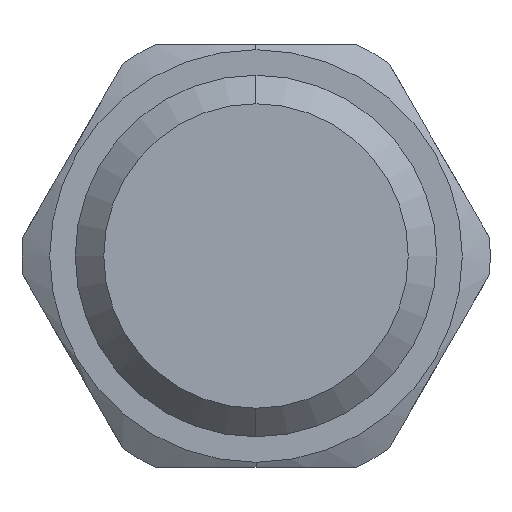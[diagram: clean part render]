
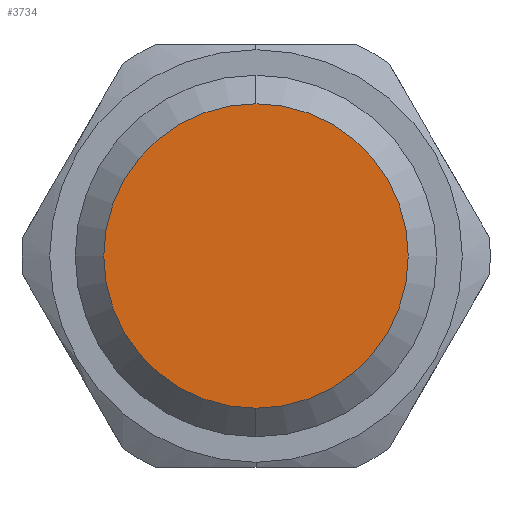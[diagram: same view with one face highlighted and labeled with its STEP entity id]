
A CAD part, left-side view. The second image highlights one B-rep face of the part: STEP entity #3734.
In plain terms, the highlighted planar face has unit normal (-1, 0, 0).
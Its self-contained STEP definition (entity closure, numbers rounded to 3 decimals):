
#329 = CARTESIAN_POINT ( 'NONE',  ( -47.62, 0., -8. ) ) ;
#513 = EDGE_CURVE ( 'NONE', #3031, #1412, #588, .T. ) ;
#565 = PLANE ( 'NONE',  #3735 ) ;
#588 = CIRCLE ( 'NONE', #3176, 8. ) ;
#1088 = EDGE_CURVE ( 'NONE', #1412, #3031, #2889, .T. ) ;
#1251 = DIRECTION ( 'NONE',  ( 1., 0., 0. ) ) ;
#1412 = VERTEX_POINT ( 'NONE', #329 ) ;
#1583 = DIRECTION ( 'NONE',  ( 0., 0., -1. ) ) ;
#2040 = CARTESIAN_POINT ( 'NONE',  ( -47.62, 0., 0. ) ) ;
#2412 = FACE_OUTER_BOUND ( 'NONE', #2493, .T. ) ;
#2493 = EDGE_LOOP ( 'NONE', ( #4425, #2762 ) ) ;
#2762 = ORIENTED_EDGE ( 'NONE', *, *, #513, .F. ) ;
#2865 = DIRECTION ( 'NONE',  ( 0., 0., -1. ) ) ;
#2889 = CIRCLE ( 'NONE', #3807, 8. ) ;
#3031 = VERTEX_POINT ( 'NONE', #3551 ) ;
#3080 = CARTESIAN_POINT ( 'NONE',  ( -47.62, 0., 0. ) ) ;
#3176 = AXIS2_PLACEMENT_3D ( 'NONE', #2040, #3978, #2865 ) ;
#3215 = CARTESIAN_POINT ( 'NONE',  ( -47.62, 8., 0. ) ) ;
#3352 = DIRECTION ( 'NONE',  ( 0., 0., -1. ) ) ;
#3551 = CARTESIAN_POINT ( 'NONE',  ( -47.62, 0., 8. ) ) ;
#3734 = ADVANCED_FACE ( 'NONE', ( #2412 ), #565, .F. ) ;
#3735 = AXIS2_PLACEMENT_3D ( 'NONE', #3215, #4467, #3352 ) ;
#3807 = AXIS2_PLACEMENT_3D ( 'NONE', #3080, #1251, #1583 ) ;
#3978 = DIRECTION ( 'NONE',  ( 1., 0., 0. ) ) ;
#4425 = ORIENTED_EDGE ( 'NONE', *, *, #1088, .F. ) ;
#4467 = DIRECTION ( 'NONE',  ( 1., 0., 0. ) ) ;
